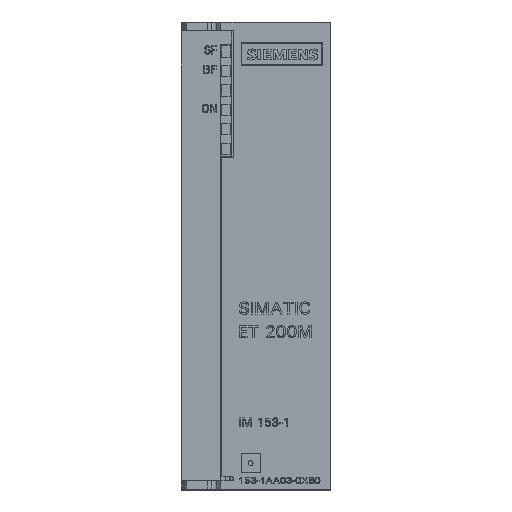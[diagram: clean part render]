
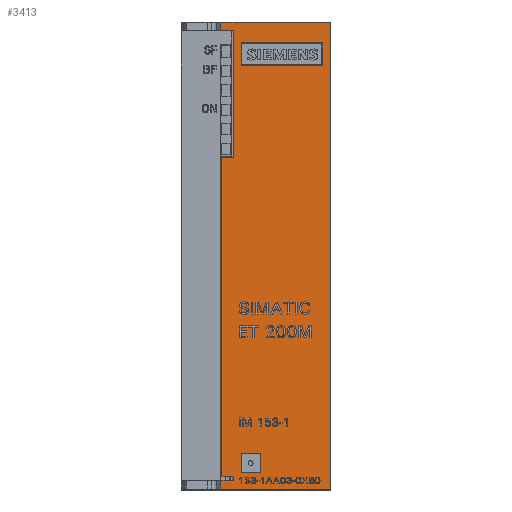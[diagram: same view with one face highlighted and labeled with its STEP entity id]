
A CAD part, top view. The second image highlights one B-rep face of the part: STEP entity #3413.
In plain terms, the highlighted planar face has unit normal (0, 0, 1).
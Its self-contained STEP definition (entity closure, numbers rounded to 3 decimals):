
#2390=FACE_BOUND('',#7467,.T.);
#2391=FACE_BOUND('',#7468,.T.);
#2392=FACE_BOUND('',#7469,.T.);
#3413=ADVANCED_FACE('',(#2390,#2391,#2392),#4690,.F.);
#4690=PLANE('',#27677);
#7467=EDGE_LOOP('',(#12669,#12670,#12671,#12672));
#7468=EDGE_LOOP('',(#12673,#12674,#12675,#12676,#12677,#12678,#12679,#12680,
#12681,#12682,#12683,#12684));
#7469=EDGE_LOOP('',(#12685,#12686,#12687,#12688));
#8049=CIRCLE('',#27676,0.45);
#12669=ORIENTED_EDGE('',*,*,#19521,.T.);
#12670=ORIENTED_EDGE('',*,*,#19522,.T.);
#12671=ORIENTED_EDGE('',*,*,#19523,.T.);
#12672=ORIENTED_EDGE('',*,*,#19524,.T.);
#12673=ORIENTED_EDGE('',*,*,#19525,.T.);
#12674=ORIENTED_EDGE('',*,*,#19526,.T.);
#12675=ORIENTED_EDGE('',*,*,#19527,.T.);
#12676=ORIENTED_EDGE('',*,*,#19528,.T.);
#12677=ORIENTED_EDGE('',*,*,#19529,.T.);
#12678=ORIENTED_EDGE('',*,*,#19530,.T.);
#12679=ORIENTED_EDGE('',*,*,#19531,.T.);
#12680=ORIENTED_EDGE('',*,*,#19532,.F.);
#12681=ORIENTED_EDGE('',*,*,#19533,.F.);
#12682=ORIENTED_EDGE('',*,*,#19534,.T.);
#12683=ORIENTED_EDGE('',*,*,#19535,.T.);
#12684=ORIENTED_EDGE('',*,*,#19536,.F.);
#12685=ORIENTED_EDGE('',*,*,#19537,.T.);
#12686=ORIENTED_EDGE('',*,*,#19538,.T.);
#12687=ORIENTED_EDGE('',*,*,#19539,.T.);
#12688=ORIENTED_EDGE('',*,*,#19540,.T.);
#16472=VERTEX_POINT('',#43648);
#16473=VERTEX_POINT('',#43649);
#16474=VERTEX_POINT('',#43651);
#16475=VERTEX_POINT('',#43653);
#16476=VERTEX_POINT('',#43656);
#16477=VERTEX_POINT('',#43657);
#16478=VERTEX_POINT('',#43659);
#16479=VERTEX_POINT('',#43661);
#16480=VERTEX_POINT('',#43663);
#16481=VERTEX_POINT('',#43665);
#16482=VERTEX_POINT('',#43667);
#16483=VERTEX_POINT('',#43669);
#16484=VERTEX_POINT('',#43671);
#16485=VERTEX_POINT('',#43673);
#16486=VERTEX_POINT('',#43675);
#16487=VERTEX_POINT('',#43677);
#16488=VERTEX_POINT('',#43680);
#16489=VERTEX_POINT('',#43681);
#16490=VERTEX_POINT('',#43683);
#16491=VERTEX_POINT('',#43685);
#19521=EDGE_CURVE('',#16472,#16473,#22630,.T.);
#19522=EDGE_CURVE('',#16473,#16474,#22631,.T.);
#19523=EDGE_CURVE('',#16474,#16475,#22632,.T.);
#19524=EDGE_CURVE('',#16475,#16472,#22633,.T.);
#19525=EDGE_CURVE('',#16476,#16477,#22634,.T.);
#19526=EDGE_CURVE('',#16477,#16478,#22635,.T.);
#19527=EDGE_CURVE('',#16478,#16479,#22636,.T.);
#19528=EDGE_CURVE('',#16479,#16480,#22637,.T.);
#19529=EDGE_CURVE('',#16480,#16481,#22638,.T.);
#19530=EDGE_CURVE('',#16481,#16482,#8049,.T.);
#19531=EDGE_CURVE('',#16482,#16483,#22639,.T.);
#19532=EDGE_CURVE('',#16484,#16483,#22640,.T.);
#19533=EDGE_CURVE('',#16485,#16484,#22641,.T.);
#19534=EDGE_CURVE('',#16485,#16486,#22642,.T.);
#19535=EDGE_CURVE('',#16486,#16487,#22643,.T.);
#19536=EDGE_CURVE('',#16476,#16487,#22644,.T.);
#19537=EDGE_CURVE('',#16488,#16489,#22645,.T.);
#19538=EDGE_CURVE('',#16489,#16490,#22646,.T.);
#19539=EDGE_CURVE('',#16490,#16491,#22647,.T.);
#19540=EDGE_CURVE('',#16491,#16488,#22648,.T.);
#22630=LINE('',#43647,#25692);
#22631=LINE('',#43650,#25693);
#22632=LINE('',#43652,#25694);
#22633=LINE('',#43654,#25695);
#22634=LINE('',#43655,#25696);
#22635=LINE('',#43658,#25697);
#22636=LINE('',#43660,#25698);
#22637=LINE('',#43662,#25699);
#22638=LINE('',#43664,#25700);
#22639=LINE('',#43668,#25701);
#22640=LINE('',#43670,#25702);
#22641=LINE('',#43672,#25703);
#22642=LINE('',#43674,#25704);
#22643=LINE('',#43676,#25705);
#22644=LINE('',#43678,#25706);
#22645=LINE('',#43679,#25707);
#22646=LINE('',#43682,#25708);
#22647=LINE('',#43684,#25709);
#22648=LINE('',#43686,#25710);
#25692=VECTOR('',#32112,1.);
#25693=VECTOR('',#32113,1.);
#25694=VECTOR('',#32114,1.);
#25695=VECTOR('',#32115,1.);
#25696=VECTOR('',#32116,1.);
#25697=VECTOR('',#32117,1.);
#25698=VECTOR('',#32118,1.);
#25699=VECTOR('',#32119,1.);
#25700=VECTOR('',#32120,1.);
#25701=VECTOR('',#32123,1.);
#25702=VECTOR('',#32124,1.);
#25703=VECTOR('',#32125,1.);
#25704=VECTOR('',#32126,1.);
#25705=VECTOR('',#32127,1.);
#25706=VECTOR('',#32128,1.);
#25707=VECTOR('',#32129,1.);
#25708=VECTOR('',#32130,1.);
#25709=VECTOR('',#32131,1.);
#25710=VECTOR('',#32132,1.);
#27676=AXIS2_PLACEMENT_3D('',#43666,#32121,#32122);
#27677=AXIS2_PLACEMENT_3D('',#43687,#32133,#32134);
#32112=DIRECTION('',(0.,1.,0.));
#32113=DIRECTION('',(1.,0.,0.));
#32114=DIRECTION('',(0.,-1.,0.));
#32115=DIRECTION('',(-1.,0.,0.));
#32116=DIRECTION('',(1.,0.,0.));
#32117=DIRECTION('',(0.,-1.,0.));
#32118=DIRECTION('',(-1.,0.,0.));
#32119=DIRECTION('',(0.,-1.,0.));
#32120=DIRECTION('',(1.,0.,0.));
#32121=DIRECTION('',(0.,0.,-1.));
#32122=DIRECTION('',(0.,-1.,0.));
#32123=DIRECTION('',(-1.,0.,0.));
#32124=DIRECTION('',(0.,1.,0.));
#32125=DIRECTION('',(-1.,0.,0.));
#32126=DIRECTION('',(0.,1.,0.));
#32127=DIRECTION('',(-1.,0.,0.));
#32128=DIRECTION('',(0.,1.,0.));
#32129=DIRECTION('',(0.,1.,0.));
#32130=DIRECTION('',(1.,0.,0.));
#32131=DIRECTION('',(0.,-1.,0.));
#32132=DIRECTION('',(-1.,0.,0.));
#32133=DIRECTION('',(0.,0.,-1.));
#32134=DIRECTION('',(-1.,0.,0.));
#43647=CARTESIAN_POINT('',(15.798,-120.55,2.702));
#43648=CARTESIAN_POINT('',(15.798,-120.55,2.702));
#43649=CARTESIAN_POINT('',(15.798,-115.45,2.702));
#43650=CARTESIAN_POINT('',(15.798,-115.45,2.702));
#43651=CARTESIAN_POINT('',(20.898,-115.45,2.702));
#43652=CARTESIAN_POINT('',(20.898,-115.45,2.702));
#43653=CARTESIAN_POINT('',(20.898,-120.55,2.702));
#43654=CARTESIAN_POINT('',(20.898,-120.55,2.702));
#43655=CARTESIAN_POINT('',(-2.152,-2.4,2.702));
#43656=CARTESIAN_POINT('',(10.413,-2.4,2.702));
#43657=CARTESIAN_POINT('',(13.898,-2.4,2.702));
#43658=CARTESIAN_POINT('',(13.898,-2.4,2.702));
#43659=CARTESIAN_POINT('',(13.898,-36.2,2.702));
#43660=CARTESIAN_POINT('',(13.898,-36.2,2.702));
#43661=CARTESIAN_POINT('',(10.698,-36.2,2.702));
#43662=CARTESIAN_POINT('',(10.698,-36.2,2.702));
#43663=CARTESIAN_POINT('',(10.698,-121.7,2.702));
#43664=CARTESIAN_POINT('',(10.698,-121.7,2.702));
#43665=CARTESIAN_POINT('',(13.448,-121.7,2.702));
#43666=CARTESIAN_POINT('',(13.448,-122.15,2.702));
#43667=CARTESIAN_POINT('',(13.448,-122.6,2.702));
#43668=CARTESIAN_POINT('',(13.448,-122.6,2.702));
#43669=CARTESIAN_POINT('',(10.413,-122.6,2.702));
#43670=CARTESIAN_POINT('',(10.413,-125.,2.702));
#43671=CARTESIAN_POINT('',(10.413,-125.,2.702));
#43672=CARTESIAN_POINT('',(39.798,-125.,2.702));
#43673=CARTESIAN_POINT('',(39.798,-125.,2.702));
#43674=CARTESIAN_POINT('',(39.798,-125.,2.702));
#43675=CARTESIAN_POINT('',(39.798,0.,2.702));
#43676=CARTESIAN_POINT('',(39.798,0.,2.702));
#43677=CARTESIAN_POINT('',(10.413,0.,2.702));
#43678=CARTESIAN_POINT('',(10.413,-125.,2.702));
#43679=CARTESIAN_POINT('',(15.798,-11.6,2.702));
#43680=CARTESIAN_POINT('',(15.798,-11.6,2.702));
#43681=CARTESIAN_POINT('',(15.798,-5.6,2.702));
#43682=CARTESIAN_POINT('',(15.798,-5.6,2.702));
#43683=CARTESIAN_POINT('',(37.598,-5.6,2.702));
#43684=CARTESIAN_POINT('',(37.598,-5.6,2.702));
#43685=CARTESIAN_POINT('',(37.598,-11.6,2.702));
#43686=CARTESIAN_POINT('',(37.598,-11.6,2.702));
#43687=CARTESIAN_POINT('',(39.798,-125.,2.702));
